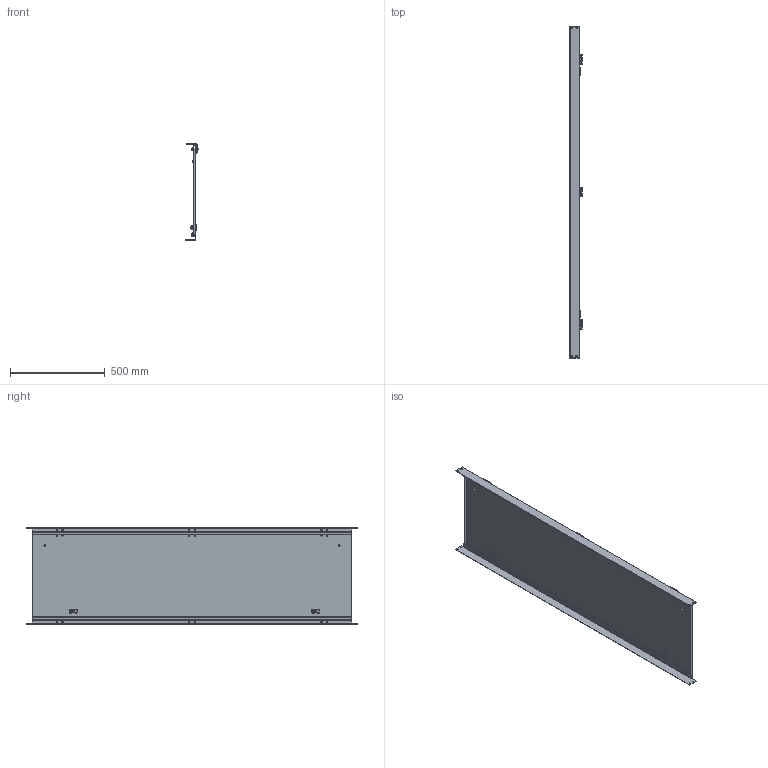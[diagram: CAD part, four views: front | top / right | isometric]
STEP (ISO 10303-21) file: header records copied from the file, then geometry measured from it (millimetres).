
FILE_DESCRIPTION(/* description */ (''),/* implementation_level */ '2;1');
FILE_NAME(/* name */ 'PIN18060.stp',/* time_stamp */ '2017-05-26T09:40:35+02:00',/* author */ (''),/* organization */ (''),/* preprocessor_version */ 'ST-DEVELOPER v15',/* originating_system */ 'SIEMENS PLM Software NX 9.0',/* authorisation */ '');
FILE_SCHEMA (('CONFIG_CONTROL_DESIGN'));
Length unit declared in the file: millimetre
Products named in the file (6): 92167_CIERRE_stp; 91347_PERNO_M8x15; Puerta_int_Type1; Perfil_P_Int_1; 92363_BISAGRA_PUERTA_INTERIOR; PIN18060_stp
Assembly tree (10 placements, depth 2):
  PIN18060_stp
    92363_BISAGRA_PUERTA_INTERIOR  x3
    Perfil_P_Int_1  x2
    Puerta_int_Type1
    91347_PERNO_M8x15  x2
    92167_CIERRE_stp  x2
Bounding box: 65.35 x 1754.03 x 510 mm (x, y, z)
Volume: 2043813.5 mm3; surface area: 2474970.8 mm2
Topology: 28 solids, 28 shells, 2494 faces, 6192 edges, 3718 vertices
Faces by surface type: plane 1596, cylinder 692, bspline 172, cone 28, torus 6
Full cylindrical faces by diameter (mm): 5 x2, 5.4 x18, 5.85 x16, 7 x26, 8 x2, 8.5 x2, 9.5 x2, 10 x2, 13.5 x2, 16.25 x4, 19.3 x2
Entity records: 34822 total; most frequent: CARTESIAN_POINT 11114, ORIENTED_EDGE 5206, DIRECTION 4159, EDGE_CURVE 2603, VERTEX_POINT 1577, AXIS2_PLACEMENT_3D 1449, LINE 1261, VECTOR 1261
